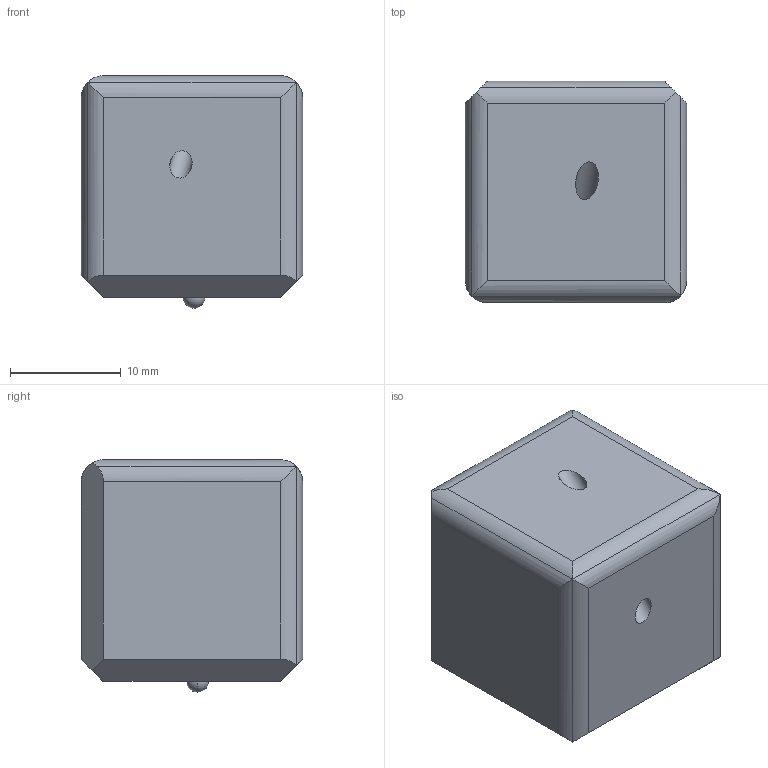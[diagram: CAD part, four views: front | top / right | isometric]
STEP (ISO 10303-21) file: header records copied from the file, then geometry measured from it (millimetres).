
FILE_DESCRIPTION(('STEP AP214'),'1');
FILE_NAME('cube5.stp','2012-02-03T16:04:08',(' '),(' '),'Spatial InterOp 3D',' ',' ');
FILE_SCHEMA(('automotive_design'));
Length unit declared in the file: metre
Products named in the file (1): 1
Bounding box: 20 x 20 x 21 mm (x, y, z)
Volume: 7636.7 mm3; surface area: 2250.3 mm2
Topology: 1 solids, 1 shells, 36 faces, 101 edges, 55 vertices
Faces by surface type: cylinder 14, plane 12, sphere 10
Entity records: 1359 total; most frequent: DIRECTION 200, CARTESIAN_POINT 175, ORIENTED_EDGE 166, EDGE_CURVE 83, AXIS2_PLACEMENT_3D 80, VERTEX_POINT 55, EDGE_LOOP 44, LINE 40
